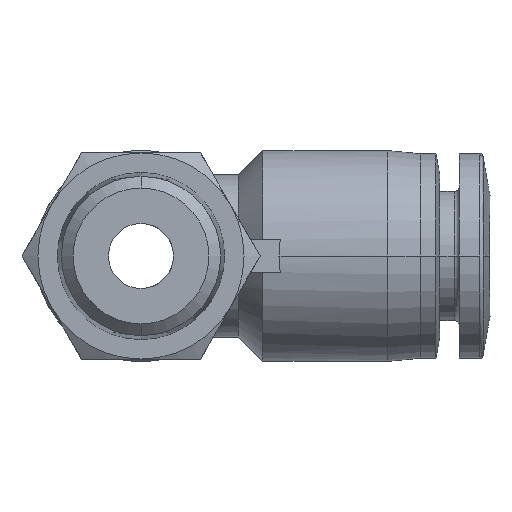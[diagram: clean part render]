
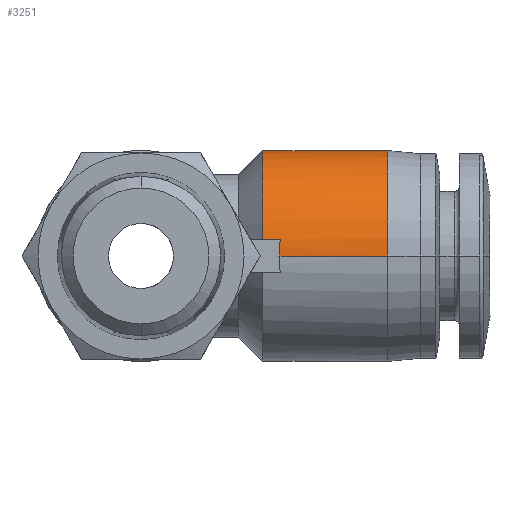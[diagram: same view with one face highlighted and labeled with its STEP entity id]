
A CAD part, front view. The second image highlights one B-rep face of the part: STEP entity #3251.
In plain terms, the highlighted cylindrical face has radius 6.5 mm (diameter 13 mm), a partial arc.
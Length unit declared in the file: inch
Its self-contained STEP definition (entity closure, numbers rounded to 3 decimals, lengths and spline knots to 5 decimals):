
#108 = EDGE_CURVE ( 'NONE', #832, #831, #2005, .T. ) ;
#179 = LINE ( 'NONE', #1059, #1324 ) ;
#303 = CARTESIAN_POINT ( 'NONE',  ( 0.44685, 0.29832, 0.03937 ) ) ;
#400 = CARTESIAN_POINT ( 'NONE',  ( 0.29528, 0.55118, 0. ) ) ;
#432 = CIRCLE ( 'NONE', #1656, 0.25591 ) ;
#465 = ORIENTED_EDGE ( 'NONE', *, *, #1013, .T. ) ;
#526 = EDGE_CURVE ( 'NONE', #3330, #832, #179, .T. ) ;
#577 = DIRECTION ( 'NONE',  ( 1., 0., 0. ) ) ;
#689 = CARTESIAN_POINT ( 'NONE',  ( 0.33769, 0.29832, 0.03937 ) ) ;
#702 = CARTESIAN_POINT ( 'NONE',  ( 0.59843, 0.29528, 0. ) ) ;
#718 = CARTESIAN_POINT ( 'NONE',  ( 0.29528, 0.29832, 0.03937 ) ) ;
#801 = CARTESIAN_POINT ( 'NONE',  ( 0.33566, 0.29629, 0.02634 ) ) ;
#831 = VERTEX_POINT ( 'NONE', #1201 ) ;
#832 = VERTEX_POINT ( 'NONE', #702 ) ;
#839 =( BOUNDED_CURVE ( )  B_SPLINE_CURVE ( 3, ( #3074, #5697, #801, #3986 ),
 .UNSPECIFIED., .F., .F. ) 
 B_SPLINE_CURVE_WITH_KNOTS ( ( 4, 4 ),
 ( 3.14159, 3.29605 ),
 .UNSPECIFIED. ) 
 CURVE ( )  GEOMETRIC_REPRESENTATION_ITEM ( )  RATIONAL_B_SPLINE_CURVE ( ( 1., 0.998, 0.998, 1. ) ) 
 REPRESENTATION_ITEM ( '' )  );
#840 = DIRECTION ( 'NONE',  ( 0., 1., 0. ) ) ;
#858 = FACE_OUTER_BOUND ( 'NONE', #5063, .T. ) ;
#890 = VERTEX_POINT ( 'NONE', #4989 ) ;
#939 = DIRECTION ( 'NONE',  ( 1., 0., 0. ) ) ;
#1013 = EDGE_CURVE ( 'NONE', #5617, #890, #5119, .T. ) ;
#1059 = CARTESIAN_POINT ( 'NONE',  ( 0.44685, 0.29528, 0. ) ) ;
#1118 = CARTESIAN_POINT ( 'NONE',  ( 0.29528, 0.80404, 0.03937 ) ) ;
#1201 = CARTESIAN_POINT ( 'NONE',  ( 0.59843, 0.80709, 0. ) ) ;
#1312 = AXIS2_PLACEMENT_3D ( 'NONE', #4297, #4221, #2054 ) ;
#1324 = VECTOR ( 'NONE', #939, 39.37008 ) ;
#1393 = ORIENTED_EDGE ( 'NONE', *, *, #526, .T. ) ;
#1656 = AXIS2_PLACEMENT_3D ( 'NONE', #400, #3571, #840 ) ;
#2005 = CIRCLE ( 'NONE', #1312, 0.25591 ) ;
#2054 = DIRECTION ( 'NONE',  ( 0., 1., 0. ) ) ;
#2272 = DIRECTION ( 'NONE',  ( 1., 0., 0. ) ) ;
#2395 = CARTESIAN_POINT ( 'NONE',  ( 0.26664, 0.80404, 0.03937 ) ) ;
#2497 = LINE ( 'NONE', #303, #3553 ) ;
#2614 = ORIENTED_EDGE ( 'NONE', *, *, #3972, .T. ) ;
#2689 = CARTESIAN_POINT ( 'NONE',  ( 0.44685, 0.80709, 0. ) ) ;
#2752 = LINE ( 'NONE', #2395, #4973 ) ;
#2759 = DIRECTION ( 'NONE',  ( 0., 1., 0. ) ) ;
#2834 = AXIS2_PLACEMENT_3D ( 'NONE', #3638, #2272, #2759 ) ;
#3074 = CARTESIAN_POINT ( 'NONE',  ( 0.33465, 0.29528, 0. ) ) ;
#3144 = DIRECTION ( 'NONE',  ( 1., 0., 0. ) ) ;
#3251 = ADVANCED_FACE ( 'NONE', ( #858 ), #5038, .T. ) ;
#3273 = CARTESIAN_POINT ( 'NONE',  ( 0.33465, 0.29528, 0. ) ) ;
#3330 = VERTEX_POINT ( 'NONE', #3273 ) ;
#3386 = VERTEX_POINT ( 'NONE', #689 ) ;
#3401 = VERTEX_POINT ( 'NONE', #718 ) ;
#3553 = VECTOR ( 'NONE', #4785, 39.37008 ) ;
#3571 = DIRECTION ( 'NONE',  ( -1., 0., 0. ) ) ;
#3638 = CARTESIAN_POINT ( 'NONE',  ( 0.44685, 0.55118, 0. ) ) ;
#3724 = ORIENTED_EDGE ( 'NONE', *, *, #108, .T. ) ;
#3826 = ORIENTED_EDGE ( 'NONE', *, *, #4163, .F. ) ;
#3876 = VERTEX_POINT ( 'NONE', #1118 ) ;
#3972 = EDGE_CURVE ( 'NONE', #3401, #3386, #2497, .T. ) ;
#3986 = CARTESIAN_POINT ( 'NONE',  ( 0.33769, 0.29832, 0.03937 ) ) ;
#4062 = CARTESIAN_POINT ( 'NONE',  ( 0.35433, 0.80709, 0. ) ) ;
#4068 = LINE ( 'NONE', #2689, #5233 ) ;
#4144 = CARTESIAN_POINT ( 'NONE',  ( 0.35433, 0.80709, 0. ) ) ;
#4163 = EDGE_CURVE ( 'NONE', #3401, #3876, #432, .T. ) ;
#4221 = DIRECTION ( 'NONE',  ( -1., 0., 0. ) ) ;
#4277 = CARTESIAN_POINT ( 'NONE',  ( 0.35738, 0.80404, 0.03937 ) ) ;
#4297 = CARTESIAN_POINT ( 'NONE',  ( 0.59843, 0.55118, 0. ) ) ;
#4370 = CARTESIAN_POINT ( 'NONE',  ( 0.35535, 0.80607, 0.02634 ) ) ;
#4471 = ORIENTED_EDGE ( 'NONE', *, *, #4849, .F. ) ;
#4735 = CARTESIAN_POINT ( 'NONE',  ( 0.35433, 0.80709, 0.01319 ) ) ;
#4785 = DIRECTION ( 'NONE',  ( 1., 0., 0. ) ) ;
#4849 = EDGE_CURVE ( 'NONE', #3876, #890, #2752, .T. ) ;
#4973 = VECTOR ( 'NONE', #577, 39.37008 ) ;
#4989 = CARTESIAN_POINT ( 'NONE',  ( 0.35738, 0.80404, 0.03937 ) ) ;
#4999 = ORIENTED_EDGE ( 'NONE', *, *, #5539, .F. ) ;
#5038 = CYLINDRICAL_SURFACE ( 'NONE', #2834, 0.25591 ) ;
#5063 = EDGE_LOOP ( 'NONE', ( #4999, #1393, #3724, #5241, #465, #4471, #3826, #2614 ) ) ;
#5119 =( BOUNDED_CURVE ( )  B_SPLINE_CURVE ( 3, ( #4144, #4735, #4370, #4277 ),
 .UNSPECIFIED., .F., .T. ) 
 B_SPLINE_CURVE_WITH_KNOTS ( ( 4, 4 ),
 ( 3.14159, 3.29605 ),
 .UNSPECIFIED. ) 
 CURVE ( )  GEOMETRIC_REPRESENTATION_ITEM ( )  RATIONAL_B_SPLINE_CURVE ( ( 1., 0.998, 0.998, 1. ) ) 
 REPRESENTATION_ITEM ( '' )  );
#5225 = EDGE_CURVE ( 'NONE', #5617, #831, #4068, .T. ) ;
#5233 = VECTOR ( 'NONE', #3144, 39.37008 ) ;
#5241 = ORIENTED_EDGE ( 'NONE', *, *, #5225, .F. ) ;
#5539 = EDGE_CURVE ( 'NONE', #3330, #3386, #839, .T. ) ;
#5617 = VERTEX_POINT ( 'NONE', #4062 ) ;
#5697 = CARTESIAN_POINT ( 'NONE',  ( 0.33465, 0.29528, 0.01319 ) ) ;
